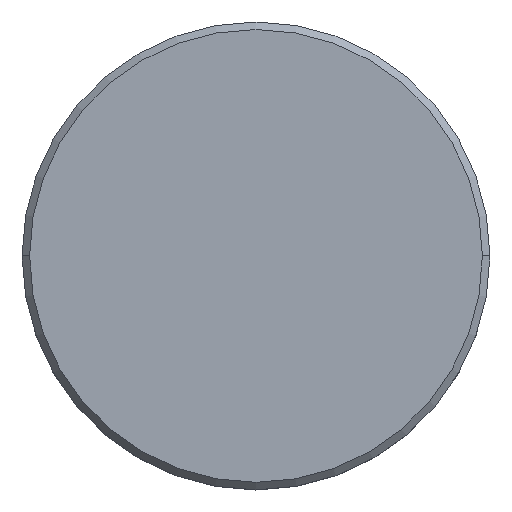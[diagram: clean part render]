
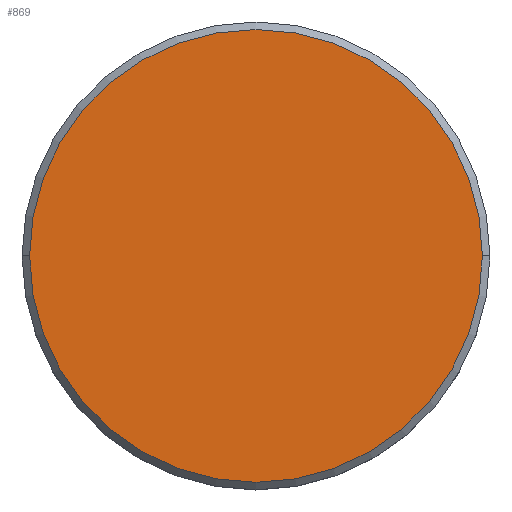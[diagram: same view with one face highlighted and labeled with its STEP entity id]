
A CAD part, top view. The second image highlights one B-rep face of the part: STEP entity #869.
In plain terms, the highlighted planar face has unit normal (0, 0, 1).
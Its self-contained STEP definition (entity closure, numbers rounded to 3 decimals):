
#3 = DIRECTION ( 'NONE',  ( 0., 0., 1. ) ) ;
#74 = CIRCLE ( 'NONE', #745, 15. ) ;
#101 = CARTESIAN_POINT ( 'NONE',  ( 0., 0., 0. ) ) ;
#191 = CARTESIAN_POINT ( 'NONE',  ( 15., 0., 0. ) ) ;
#236 = FACE_OUTER_BOUND ( 'NONE', #515, .T. ) ;
#238 = CARTESIAN_POINT ( 'NONE',  ( -15., 0., 0. ) ) ;
#279 = CARTESIAN_POINT ( 'NONE',  ( 0., 0., 0. ) ) ;
#308 = ORIENTED_EDGE ( 'NONE', *, *, #926, .T. ) ;
#410 = AXIS2_PLACEMENT_3D ( 'NONE', #965, #628, #514 ) ;
#514 = DIRECTION ( 'NONE',  ( 1., 0., 0. ) ) ;
#515 = EDGE_LOOP ( 'NONE', ( #725, #308 ) ) ;
#529 = VERTEX_POINT ( 'NONE', #238 ) ;
#589 = AXIS2_PLACEMENT_3D ( 'NONE', #101, #3, #920 ) ;
#628 = DIRECTION ( 'NONE',  ( 0., 0., 1. ) ) ;
#725 = ORIENTED_EDGE ( 'NONE', *, *, #913, .T. ) ;
#745 = AXIS2_PLACEMENT_3D ( 'NONE', #279, #811, #1177 ) ;
#811 = DIRECTION ( 'NONE',  ( 0., 0., 1. ) ) ;
#869 = ADVANCED_FACE ( 'NONE', ( #236 ), #1056, .T. ) ;
#913 = EDGE_CURVE ( 'NONE', #529, #996, #946, .T. ) ;
#920 = DIRECTION ( 'NONE',  ( 1., 0., 0. ) ) ;
#926 = EDGE_CURVE ( 'NONE', #996, #529, #74, .T. ) ;
#946 = CIRCLE ( 'NONE', #589, 15. ) ;
#965 = CARTESIAN_POINT ( 'NONE',  ( 0., 0., 0. ) ) ;
#996 = VERTEX_POINT ( 'NONE', #191 ) ;
#1056 = PLANE ( 'NONE',  #410 ) ;
#1177 = DIRECTION ( 'NONE',  ( 1., 0., 0. ) ) ;
